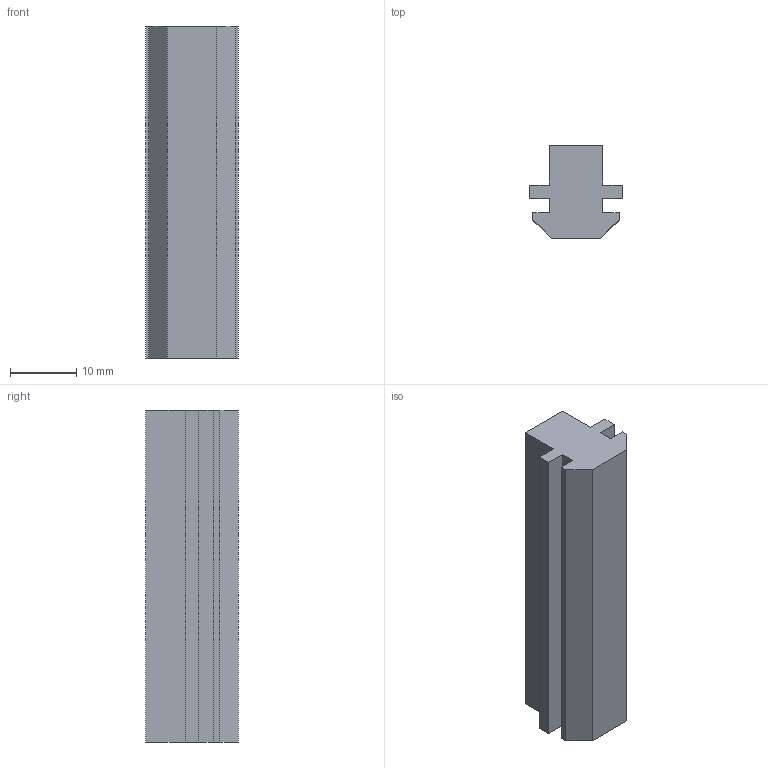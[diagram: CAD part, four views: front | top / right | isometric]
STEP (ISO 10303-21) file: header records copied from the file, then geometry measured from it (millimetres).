
FILE_DESCRIPTION (( 'STEP AP203' ), '1' );
FILE_NAME ('B39-05.STEP', '2018-04-03T11:32:58', ( 'User2' ), ( '' ), 'SwSTEP 2.0', 'SolidWorks 2007', '' );
FILE_SCHEMA (( 'CONFIG_CONTROL_DESIGN' ));
Length unit declared in the file: millimetre
Products named in the file (1): B39-05
Bounding box: 14 x 14 x 50 mm (x, y, z)
Volume: 6758 mm3; surface area: 3406.3 mm2
Topology: 1 solids, 1 shells, 20 faces, 54 edges, 36 vertices
Faces by surface type: plane 20
Entity records: 695 total; most frequent: CARTESIAN_POINT 111, ORIENTED_EDGE 108, DIRECTION 96, EDGE_CURVE 54, VECTOR 54, LINE 54, VERTEX_POINT 36, AXIS2_PLACEMENT_3D 21
